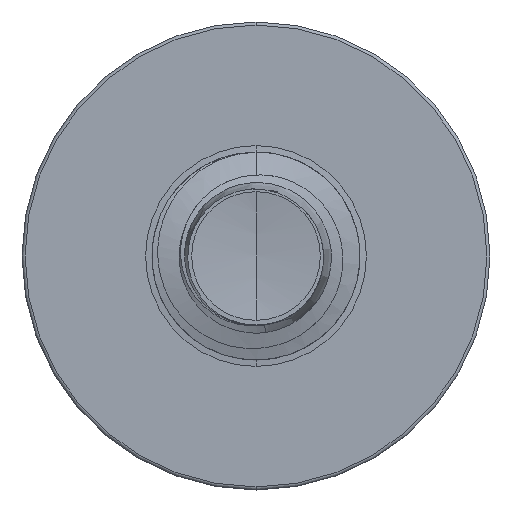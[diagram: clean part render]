
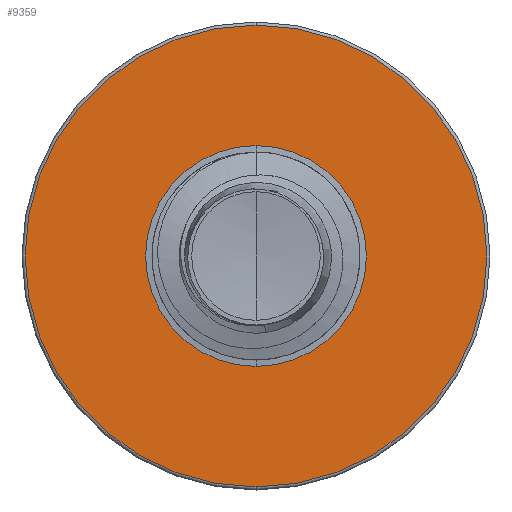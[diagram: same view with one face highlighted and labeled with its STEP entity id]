
A CAD part, front view. The second image highlights one B-rep face of the part: STEP entity #9359.
In plain terms, the highlighted planar face has unit normal (0, -1, 0).
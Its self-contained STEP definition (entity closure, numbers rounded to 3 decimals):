
#197 = CARTESIAN_POINT ( 'NONE',  ( 0., 2.25, 1.776 ) ) ;
#843 = EDGE_CURVE ( 'NONE', #6269, #11500, #859, .T. ) ;
#859 = CIRCLE ( 'NONE', #9706, 0.849 ) ;
#1052 = EDGE_LOOP ( 'NONE', ( #6149, #1456 ) ) ;
#1073 = DIRECTION ( 'NONE',  ( 0., 0., 1. ) ) ;
#1088 = DIRECTION ( 'NONE',  ( 0., 1., 0. ) ) ;
#1093 = CARTESIAN_POINT ( 'NONE',  ( 0., 2.25, 0. ) ) ;
#1343 = VERTEX_POINT ( 'NONE', #197 ) ;
#1456 = ORIENTED_EDGE ( 'NONE', *, *, #3510, .F. ) ;
#1805 = CIRCLE ( 'NONE', #9283, 1.776 ) ;
#1928 = DIRECTION ( 'NONE',  ( 0., 0., 1. ) ) ;
#1939 = DIRECTION ( 'NONE',  ( 0., 1., 0. ) ) ;
#1944 = CARTESIAN_POINT ( 'NONE',  ( 0., 2.25, 0. ) ) ;
#2475 = AXIS2_PLACEMENT_3D ( 'NONE', #4921, #11258, #6072 ) ;
#3180 = ORIENTED_EDGE ( 'NONE', *, *, #5505, .T. ) ;
#3336 = AXIS2_PLACEMENT_3D ( 'NONE', #8798, #8787, #8784 ) ;
#3510 = EDGE_CURVE ( 'NONE', #5411, #1343, #1805, .T. ) ;
#3922 = CIRCLE ( 'NONE', #3336, 0.849 ) ;
#4921 = CARTESIAN_POINT ( 'NONE',  ( 0., 2.25, 0. ) ) ;
#5411 = VERTEX_POINT ( 'NONE', #10762 ) ;
#5505 = EDGE_CURVE ( 'NONE', #11500, #6269, #3922, .T. ) ;
#6072 = DIRECTION ( 'NONE',  ( 0., 0., 1. ) ) ;
#6149 = ORIENTED_EDGE ( 'NONE', *, *, #8394, .F. ) ;
#6208 = CARTESIAN_POINT ( 'NONE',  ( 0., 2.25, 0.849 ) ) ;
#6269 = VERTEX_POINT ( 'NONE', #6208 ) ;
#6581 = DIRECTION ( 'NONE',  ( 0., 1., 0. ) ) ;
#6971 = FACE_BOUND ( 'NONE', #7868, .T. ) ;
#7001 = ORIENTED_EDGE ( 'NONE', *, *, #843, .T. ) ;
#7868 = EDGE_LOOP ( 'NONE', ( #7001, #3180 ) ) ;
#8118 = AXIS2_PLACEMENT_3D ( 'NONE', #11580, #6581, #12546 ) ;
#8394 = EDGE_CURVE ( 'NONE', #1343, #5411, #11116, .T. ) ;
#8784 = DIRECTION ( 'NONE',  ( 0., 0., 1. ) ) ;
#8787 = DIRECTION ( 'NONE',  ( 0., 1., 0. ) ) ;
#8798 = CARTESIAN_POINT ( 'NONE',  ( 0., 2.25, 0. ) ) ;
#9283 = AXIS2_PLACEMENT_3D ( 'NONE', #1093, #1088, #1073 ) ;
#9359 = ADVANCED_FACE ( 'NONE', ( #9388, #6971 ), #11657, .F. ) ;
#9388 = FACE_OUTER_BOUND ( 'NONE', #1052, .T. ) ;
#9706 = AXIS2_PLACEMENT_3D ( 'NONE', #1944, #1939, #1928 ) ;
#10762 = CARTESIAN_POINT ( 'NONE',  ( 0., 2.25, -1.776 ) ) ;
#11116 = CIRCLE ( 'NONE', #2475, 1.776 ) ;
#11258 = DIRECTION ( 'NONE',  ( 0., 1., 0. ) ) ;
#11500 = VERTEX_POINT ( 'NONE', #12746 ) ;
#11580 = CARTESIAN_POINT ( 'NONE',  ( 0., 2.25, -0.849 ) ) ;
#11657 = PLANE ( 'NONE',  #8118 ) ;
#12546 = DIRECTION ( 'NONE',  ( 0., 0., 1. ) ) ;
#12746 = CARTESIAN_POINT ( 'NONE',  ( 0., 2.25, -0.849 ) ) ;
